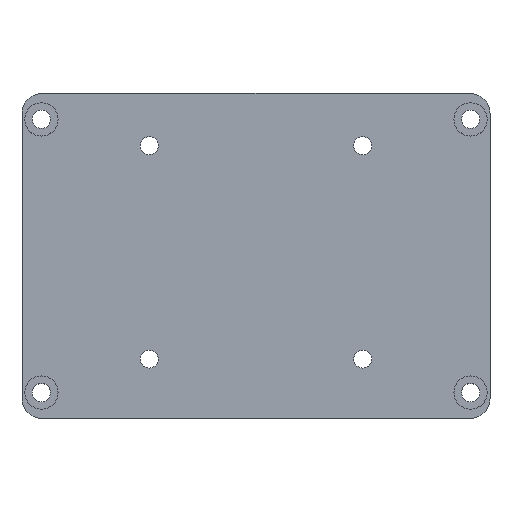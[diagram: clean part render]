
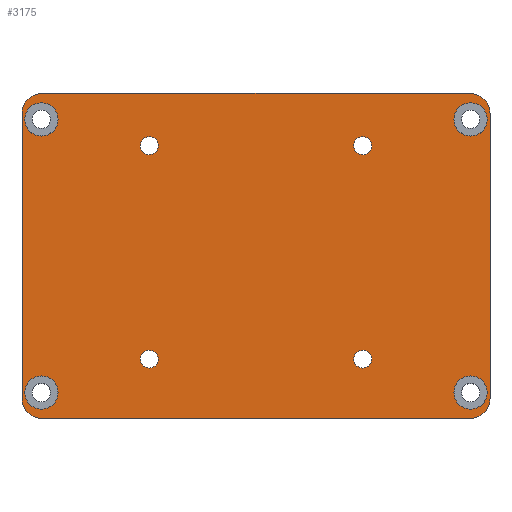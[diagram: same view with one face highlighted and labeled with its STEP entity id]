
A CAD part, top view. The second image highlights one B-rep face of the part: STEP entity #3175.
In plain terms, the highlighted planar face has unit normal (0, 0, 1).
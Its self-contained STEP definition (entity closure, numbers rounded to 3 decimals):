
#44=CIRCLE('',#3246,3.25);
#47=CIRCLE('',#3251,3.25);
#50=CIRCLE('',#3256,3.25);
#53=CIRCLE('',#3261,3.25);
#55=CIRCLE('',#3267,1.75);
#56=CIRCLE('',#3269,1.75);
#57=CIRCLE('',#3272,1.75);
#58=CIRCLE('',#3275,1.75);
#59=CIRCLE('',#3278,3.9);
#60=CIRCLE('',#3281,3.9);
#61=CIRCLE('',#3284,3.9);
#62=CIRCLE('',#3287,3.9);
#86=FACE_BOUND('',#513,.T.);
#87=FACE_BOUND('',#514,.T.);
#88=FACE_BOUND('',#515,.T.);
#89=FACE_BOUND('',#516,.T.);
#90=FACE_BOUND('',#517,.T.);
#91=FACE_BOUND('',#518,.T.);
#92=FACE_BOUND('',#519,.T.);
#93=FACE_BOUND('',#520,.T.);
#143=PLANE('',#3288);
#316=FACE_OUTER_BOUND('',#512,.T.);
#512=EDGE_LOOP('',(#2874,#2875,#2876,#2877,#2878,#2879,#2880,#2881));
#513=EDGE_LOOP('',(#2882));
#514=EDGE_LOOP('',(#2883));
#515=EDGE_LOOP('',(#2884));
#516=EDGE_LOOP('',(#2885));
#517=EDGE_LOOP('',(#2886));
#518=EDGE_LOOP('',(#2887));
#519=EDGE_LOOP('',(#2888));
#520=EDGE_LOOP('',(#2889));
#735=LINE('',#6440,#959);
#738=LINE('',#6448,#962);
#741=LINE('',#6456,#965);
#744=LINE('',#6464,#968);
#959=VECTOR('',#3677,10.);
#962=VECTOR('',#3686,10.);
#965=VECTOR('',#3695,10.);
#968=VECTOR('',#3704,10.);
#1471=VERTEX_POINT('',#6379);
#1474=VERTEX_POINT('',#6388);
#1477=VERTEX_POINT('',#6397);
#1480=VERTEX_POINT('',#6406);
#1482=VERTEX_POINT('',#6417);
#1483=VERTEX_POINT('',#6421);
#1484=VERTEX_POINT('',#6427);
#1485=VERTEX_POINT('',#6433);
#1486=VERTEX_POINT('',#6437);
#1487=VERTEX_POINT('',#6439);
#1488=VERTEX_POINT('',#6443);
#1489=VERTEX_POINT('',#6447);
#1490=VERTEX_POINT('',#6451);
#1491=VERTEX_POINT('',#6455);
#1492=VERTEX_POINT('',#6459);
#1493=VERTEX_POINT('',#6463);
#1920=EDGE_CURVE('',#1471,#1471,#44,.T.);
#1924=EDGE_CURVE('',#1474,#1474,#47,.T.);
#1928=EDGE_CURVE('',#1477,#1477,#50,.T.);
#1932=EDGE_CURVE('',#1480,#1480,#53,.T.);
#1936=EDGE_CURVE('',#1482,#1482,#55,.T.);
#1938=EDGE_CURVE('',#1483,#1483,#56,.T.);
#1941=EDGE_CURVE('',#1484,#1484,#57,.T.);
#1944=EDGE_CURVE('',#1485,#1485,#58,.T.);
#1947=EDGE_CURVE('',#1487,#1486,#735,.T.);
#1949=EDGE_CURVE('',#1488,#1487,#59,.T.);
#1951=EDGE_CURVE('',#1489,#1488,#738,.T.);
#1953=EDGE_CURVE('',#1490,#1489,#60,.T.);
#1955=EDGE_CURVE('',#1491,#1490,#741,.T.);
#1957=EDGE_CURVE('',#1492,#1491,#61,.T.);
#1959=EDGE_CURVE('',#1493,#1492,#744,.T.);
#1961=EDGE_CURVE('',#1486,#1493,#62,.T.);
#2874=ORIENTED_EDGE('',*,*,#1961,.T.);
#2875=ORIENTED_EDGE('',*,*,#1959,.T.);
#2876=ORIENTED_EDGE('',*,*,#1957,.T.);
#2877=ORIENTED_EDGE('',*,*,#1955,.T.);
#2878=ORIENTED_EDGE('',*,*,#1953,.T.);
#2879=ORIENTED_EDGE('',*,*,#1951,.T.);
#2880=ORIENTED_EDGE('',*,*,#1949,.T.);
#2881=ORIENTED_EDGE('',*,*,#1947,.T.);
#2882=ORIENTED_EDGE('',*,*,#1920,.T.);
#2883=ORIENTED_EDGE('',*,*,#1924,.T.);
#2884=ORIENTED_EDGE('',*,*,#1928,.T.);
#2885=ORIENTED_EDGE('',*,*,#1932,.T.);
#2886=ORIENTED_EDGE('',*,*,#1944,.T.);
#2887=ORIENTED_EDGE('',*,*,#1941,.T.);
#2888=ORIENTED_EDGE('',*,*,#1938,.T.);
#2889=ORIENTED_EDGE('',*,*,#1936,.T.);
#3175=ADVANCED_FACE('',(#316,#86,#87,#88,#89,#90,#91,#92,#93),#143,.T.);
#3246=AXIS2_PLACEMENT_3D('',#6381,#3603,#3604);
#3251=AXIS2_PLACEMENT_3D('',#6390,#3614,#3615);
#3256=AXIS2_PLACEMENT_3D('',#6399,#3625,#3626);
#3261=AXIS2_PLACEMENT_3D('',#6408,#3636,#3637);
#3267=AXIS2_PLACEMENT_3D('',#6418,#3650,#3651);
#3269=AXIS2_PLACEMENT_3D('',#6422,#3655,#3656);
#3272=AXIS2_PLACEMENT_3D('',#6428,#3663,#3664);
#3275=AXIS2_PLACEMENT_3D('',#6434,#3671,#3672);
#3278=AXIS2_PLACEMENT_3D('',#6444,#3681,#3682);
#3281=AXIS2_PLACEMENT_3D('',#6452,#3690,#3691);
#3284=AXIS2_PLACEMENT_3D('',#6460,#3699,#3700);
#3287=AXIS2_PLACEMENT_3D('',#6467,#3708,#3709);
#3288=AXIS2_PLACEMENT_3D('',#6468,#3710,#3711);
#3603=DIRECTION('center_axis',(0.,0.,-1.));
#3604=DIRECTION('ref_axis',(1.,0.,0.));
#3614=DIRECTION('center_axis',(0.,0.,-1.));
#3615=DIRECTION('ref_axis',(1.,0.,0.));
#3625=DIRECTION('center_axis',(0.,0.,-1.));
#3626=DIRECTION('ref_axis',(1.,0.,0.));
#3636=DIRECTION('center_axis',(0.,0.,-1.));
#3637=DIRECTION('ref_axis',(1.,0.,0.));
#3650=DIRECTION('center_axis',(0.,0.,-1.));
#3651=DIRECTION('ref_axis',(1.,0.,0.));
#3655=DIRECTION('center_axis',(0.,0.,-1.));
#3656=DIRECTION('ref_axis',(1.,0.,0.));
#3663=DIRECTION('center_axis',(0.,0.,-1.));
#3664=DIRECTION('ref_axis',(1.,0.,0.));
#3671=DIRECTION('center_axis',(0.,0.,-1.));
#3672=DIRECTION('ref_axis',(1.,0.,0.));
#3677=DIRECTION('',(1.,0.,0.));
#3681=DIRECTION('center_axis',(0.,0.,1.));
#3682=DIRECTION('ref_axis',(-1.,0.,0.));
#3686=DIRECTION('',(0.,-1.,0.));
#3690=DIRECTION('center_axis',(0.,0.,1.));
#3691=DIRECTION('ref_axis',(0.,1.,0.));
#3695=DIRECTION('',(-1.,0.,0.));
#3699=DIRECTION('center_axis',(0.,0.,1.));
#3700=DIRECTION('ref_axis',(1.,0.,0.));
#3704=DIRECTION('',(0.,1.,0.));
#3708=DIRECTION('center_axis',(0.,0.,1.));
#3709=DIRECTION('ref_axis',(0.,-1.,0.));
#3710=DIRECTION('center_axis',(0.,0.,1.));
#3711=DIRECTION('ref_axis',(1.,0.,0.));
#6379=CARTESIAN_POINT('',(0.55,5.08,3.3));
#6381=CARTESIAN_POINT('Origin',(3.8,5.08,3.3));
#6388=CARTESIAN_POINT('',(0.55,58.42,3.3));
#6390=CARTESIAN_POINT('Origin',(3.8,58.42,3.3));
#6397=CARTESIAN_POINT('',(84.35,5.08,3.3));
#6399=CARTESIAN_POINT('Origin',(87.6,5.08,3.3));
#6406=CARTESIAN_POINT('',(84.35,58.42,3.3));
#6408=CARTESIAN_POINT('Origin',(87.6,58.42,3.3));
#6417=CARTESIAN_POINT('',(23.1,53.3,3.3));
#6418=CARTESIAN_POINT('Origin',(24.85,53.3,3.3));
#6421=CARTESIAN_POINT('',(23.1,11.6,3.3));
#6422=CARTESIAN_POINT('Origin',(24.85,11.6,3.3));
#6427=CARTESIAN_POINT('',(64.8,53.3,3.3));
#6428=CARTESIAN_POINT('Origin',(66.55,53.3,3.3));
#6433=CARTESIAN_POINT('',(64.8,11.6,3.3));
#6434=CARTESIAN_POINT('Origin',(66.55,11.6,3.3));
#6437=CARTESIAN_POINT('',(87.5,0.,3.3));
#6439=CARTESIAN_POINT('',(3.9,0.,3.3));
#6440=CARTESIAN_POINT('',(3.9,0.,3.3));
#6443=CARTESIAN_POINT('',(0.,3.9,3.3));
#6444=CARTESIAN_POINT('Origin',(3.9,3.9,3.3));
#6447=CARTESIAN_POINT('',(0.,59.6,3.3));
#6448=CARTESIAN_POINT('',(0.,59.6,3.3));
#6451=CARTESIAN_POINT('',(3.9,63.5,3.3));
#6452=CARTESIAN_POINT('Origin',(3.9,59.6,3.3));
#6455=CARTESIAN_POINT('',(87.5,63.5,3.3));
#6456=CARTESIAN_POINT('',(87.5,63.5,3.3));
#6459=CARTESIAN_POINT('',(91.4,59.6,3.3));
#6460=CARTESIAN_POINT('Origin',(87.5,59.6,3.3));
#6463=CARTESIAN_POINT('',(91.4,3.9,3.3));
#6464=CARTESIAN_POINT('',(91.4,3.9,3.3));
#6467=CARTESIAN_POINT('Origin',(87.5,3.9,3.3));
#6468=CARTESIAN_POINT('Origin',(45.7,31.75,3.3));
